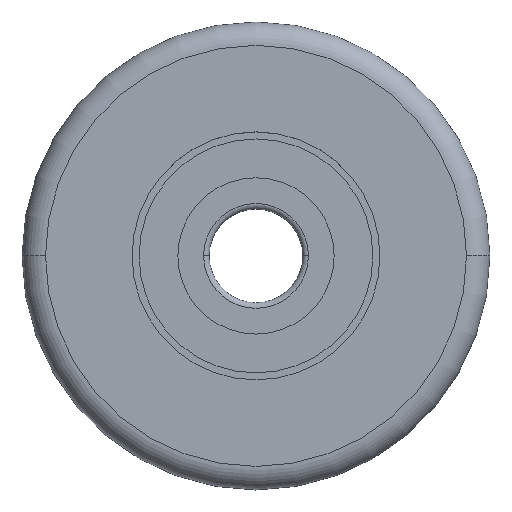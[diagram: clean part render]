
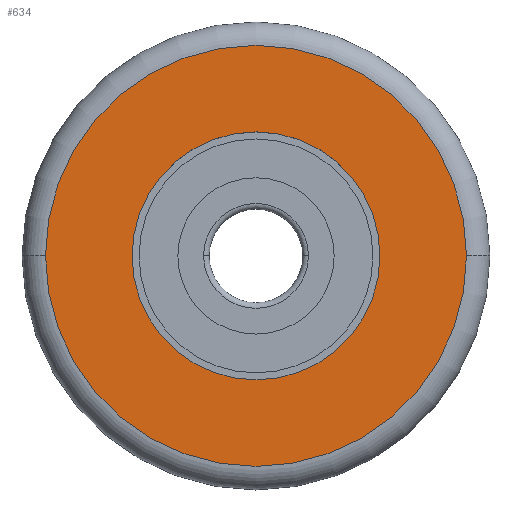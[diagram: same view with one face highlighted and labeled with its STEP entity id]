
A CAD part, top view. The second image highlights one B-rep face of the part: STEP entity #634.
In plain terms, the highlighted face is planar.
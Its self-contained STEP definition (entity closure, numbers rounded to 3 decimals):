
#45 = AXIS2_PLACEMENT_3D ( 'NONE', #2100, #1875, #2089 ) ;
#168 = CARTESIAN_POINT ( 'NONE',  ( -7.5, 0., 0. ) ) ;
#180 = CARTESIAN_POINT ( 'NONE',  ( -7.5, 0., 22.5 ) ) ;
#182 = CIRCLE ( 'NONE', #1552, 13.25 ) ;
#226 = ORIENTED_EDGE ( 'NONE', *, *, #781, .T. ) ;
#260 = VERTEX_POINT ( 'NONE', #180 ) ;
#458 = AXIS2_PLACEMENT_3D ( 'NONE', #689, #1091, #1878 ) ;
#578 = CIRCLE ( 'NONE', #2069, 13.25 ) ;
#634 = ADVANCED_FACE ( 'NONE', ( #1912, #2372 ), #1427, .F. ) ;
#653 = DIRECTION ( 'NONE',  ( 0., 0., -1. ) ) ;
#689 = CARTESIAN_POINT ( 'NONE',  ( -7.5, 0., 0. ) ) ;
#699 = ORIENTED_EDGE ( 'NONE', *, *, #2254, .F. ) ;
#781 = EDGE_CURVE ( 'NONE', #260, #913, #1415, .T. ) ;
#846 = VERTEX_POINT ( 'NONE', #1729 ) ;
#905 = CARTESIAN_POINT ( 'NONE',  ( -7.5, 0., 0. ) ) ;
#913 = VERTEX_POINT ( 'NONE', #1827 ) ;
#1091 = DIRECTION ( 'NONE',  ( -1., 0., 0. ) ) ;
#1114 = DIRECTION ( 'NONE',  ( -1., 0., 0. ) ) ;
#1190 = EDGE_CURVE ( 'NONE', #913, #260, #1601, .T. ) ;
#1340 = DIRECTION ( 'NONE',  ( 0., 0., 1. ) ) ;
#1415 = CIRCLE ( 'NONE', #45, 22.5 ) ;
#1427 = PLANE ( 'NONE',  #2402 ) ;
#1552 = AXIS2_PLACEMENT_3D ( 'NONE', #905, #1114, #1700 ) ;
#1601 = CIRCLE ( 'NONE', #458, 22.5 ) ;
#1689 = ORIENTED_EDGE ( 'NONE', *, *, #1190, .T. ) ;
#1700 = DIRECTION ( 'NONE',  ( 0., 0., 1. ) ) ;
#1729 = CARTESIAN_POINT ( 'NONE',  ( -7.5, 0., 13.25 ) ) ;
#1748 = VERTEX_POINT ( 'NONE', #2338 ) ;
#1787 = EDGE_LOOP ( 'NONE', ( #699, #2140 ) ) ;
#1821 = DIRECTION ( 'NONE',  ( 1., 0., 0. ) ) ;
#1827 = CARTESIAN_POINT ( 'NONE',  ( -7.5, 0., -22.5 ) ) ;
#1875 = DIRECTION ( 'NONE',  ( -1., 0., 0. ) ) ;
#1878 = DIRECTION ( 'NONE',  ( 0., 0., -1. ) ) ;
#1912 = FACE_OUTER_BOUND ( 'NONE', #1971, .T. ) ;
#1971 = EDGE_LOOP ( 'NONE', ( #1689, #226 ) ) ;
#2069 = AXIS2_PLACEMENT_3D ( 'NONE', #168, #2277, #1340 ) ;
#2089 = DIRECTION ( 'NONE',  ( 0., 0., -1. ) ) ;
#2100 = CARTESIAN_POINT ( 'NONE',  ( -7.5, 0., 0. ) ) ;
#2140 = ORIENTED_EDGE ( 'NONE', *, *, #2431, .F. ) ;
#2218 = CARTESIAN_POINT ( 'NONE',  ( -7.5, 13.25, 0. ) ) ;
#2254 = EDGE_CURVE ( 'NONE', #846, #1748, #182, .T. ) ;
#2277 = DIRECTION ( 'NONE',  ( -1., 0., 0. ) ) ;
#2338 = CARTESIAN_POINT ( 'NONE',  ( -7.5, 0., -13.25 ) ) ;
#2372 = FACE_BOUND ( 'NONE', #1787, .T. ) ;
#2402 = AXIS2_PLACEMENT_3D ( 'NONE', #2218, #1821, #653 ) ;
#2431 = EDGE_CURVE ( 'NONE', #1748, #846, #578, .T. ) ;
